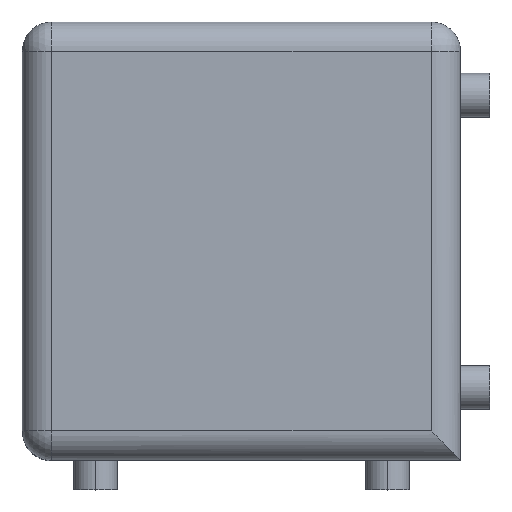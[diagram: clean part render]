
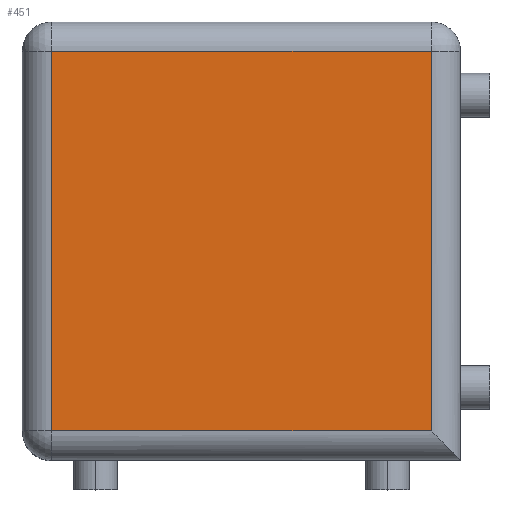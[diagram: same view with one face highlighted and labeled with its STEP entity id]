
A CAD part, top view. The second image highlights one B-rep face of the part: STEP entity #451.
In plain terms, the highlighted planar face has unit normal (0, 0, 1).
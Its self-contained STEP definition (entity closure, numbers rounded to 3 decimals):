
#47 = ORIENTED_EDGE ( 'NONE', *, *, #927, .T. ) ;
#75 = DIRECTION ( 'NONE',  ( 0., -1., 0. ) ) ;
#85 = EDGE_CURVE ( 'NONE', #933, #1055, #1029, .T. ) ;
#158 = VERTEX_POINT ( 'NONE', #1335 ) ;
#215 = VECTOR ( 'NONE', #1076, 1000. ) ;
#451 = ADVANCED_FACE ( 'NONE', ( #1120 ), #1290, .F. ) ;
#479 = CARTESIAN_POINT ( 'NONE',  ( -13., 13., 15. ) ) ;
#480 = CARTESIAN_POINT ( 'NONE',  ( 13., 15., 15. ) ) ;
#488 = LINE ( 'NONE', #1362, #813 ) ;
#554 = VERTEX_POINT ( 'NONE', #479 ) ;
#561 = ORIENTED_EDGE ( 'NONE', *, *, #85, .T. ) ;
#813 = VECTOR ( 'NONE', #75, 1000. ) ;
#835 = DIRECTION ( 'NONE',  ( 0., 0., -1. ) ) ;
#858 = DIRECTION ( 'NONE',  ( -1., 0., 0. ) ) ;
#886 = ORIENTED_EDGE ( 'NONE', *, *, #1497, .T. ) ;
#915 = LINE ( 'NONE', #1774, #1236 ) ;
#918 = EDGE_CURVE ( 'NONE', #554, #158, #488, .T. ) ;
#927 = EDGE_CURVE ( 'NONE', #1055, #554, #1660, .T. ) ;
#933 = VERTEX_POINT ( 'NONE', #1153 ) ;
#1029 = LINE ( 'NONE', #480, #1145 ) ;
#1055 = VERTEX_POINT ( 'NONE', #1319 ) ;
#1076 = DIRECTION ( 'NONE',  ( -1., 0., 0. ) ) ;
#1120 = FACE_OUTER_BOUND ( 'NONE', #1134, .T. ) ;
#1133 = CARTESIAN_POINT ( 'NONE',  ( -15., 15., 15. ) ) ;
#1134 = EDGE_LOOP ( 'NONE', ( #1482, #886, #561, #47 ) ) ;
#1145 = VECTOR ( 'NONE', #1770, 1000. ) ;
#1153 = CARTESIAN_POINT ( 'NONE',  ( 13., -13., 15. ) ) ;
#1225 = DIRECTION ( 'NONE',  ( 1., 0., 0. ) ) ;
#1236 = VECTOR ( 'NONE', #1225, 1000. ) ;
#1290 = PLANE ( 'NONE',  #1568 ) ;
#1319 = CARTESIAN_POINT ( 'NONE',  ( 13., 13., 15. ) ) ;
#1335 = CARTESIAN_POINT ( 'NONE',  ( -13., -13., 15. ) ) ;
#1362 = CARTESIAN_POINT ( 'NONE',  ( -13., 15., 15. ) ) ;
#1482 = ORIENTED_EDGE ( 'NONE', *, *, #918, .T. ) ;
#1497 = EDGE_CURVE ( 'NONE', #158, #933, #915, .T. ) ;
#1568 = AXIS2_PLACEMENT_3D ( 'NONE', #1133, #835, #858 ) ;
#1660 = LINE ( 'NONE', #1790, #215 ) ;
#1770 = DIRECTION ( 'NONE',  ( 0., 1., 0. ) ) ;
#1774 = CARTESIAN_POINT ( 'NONE',  ( 15., -13., 15. ) ) ;
#1790 = CARTESIAN_POINT ( 'NONE',  ( -15., 13., 15. ) ) ;
